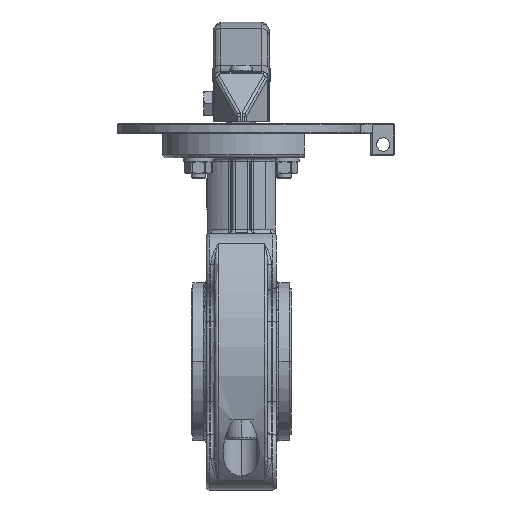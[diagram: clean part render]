
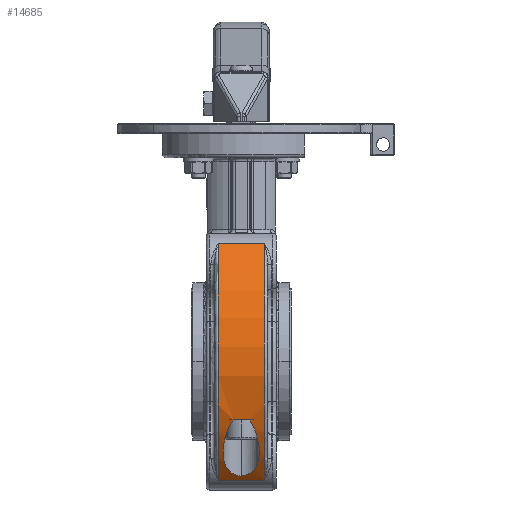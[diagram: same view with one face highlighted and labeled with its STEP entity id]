
A CAD part, front view. The second image highlights one B-rep face of the part: STEP entity #14685.
In plain terms, the highlighted cylindrical face has radius 69 mm (diameter 138 mm), a partial arc.
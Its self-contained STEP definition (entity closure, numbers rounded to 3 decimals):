
#5438=CARTESIAN_POINT('',(3.387,-64.692,-24.));
#5439=VERTEX_POINT('',#5438);
#5447=CARTESIAN_POINT('',(-0.,-50.5,-47.019));
#5448=VERTEX_POINT('',#5447);
#5455=CARTESIAN_POINT('',(3.387,-64.692,-24.));
#5456=CARTESIAN_POINT('',(3.764,-64.501,-24.514));
#5457=CARTESIAN_POINT('',(4.091,-64.297,-25.046));
#5458=CARTESIAN_POINT('',(4.391,-64.08,-25.588));
#5459=CARTESIAN_POINT('',(4.691,-63.864,-26.129));
#5460=CARTESIAN_POINT('',(4.961,-63.636,-26.681));
#5461=CARTESIAN_POINT('',(5.209,-63.396,-27.239));
#5462=CARTESIAN_POINT('',(5.706,-62.917,-28.355));
#5463=CARTESIAN_POINT('',(6.117,-62.388,-29.501));
#5464=CARTESIAN_POINT('',(6.451,-61.826,-30.635));
#5465=CARTESIAN_POINT('',(6.784,-61.264,-31.77));
#5466=CARTESIAN_POINT('',(7.041,-60.666,-32.898));
#5467=CARTESIAN_POINT('',(7.22,-60.03,-34.021));
#5468=CARTESIAN_POINT('',(7.399,-59.394,-35.143));
#5469=CARTESIAN_POINT('',(7.5,-58.72,-36.258));
#5470=CARTESIAN_POINT('',(7.5,-58.004,-37.37));
#5471=CARTESIAN_POINT('',(7.5,-57.647,-37.925));
#5472=CARTESIAN_POINT('',(7.475,-57.281,-38.475));
#5473=CARTESIAN_POINT('',(7.42,-56.91,-39.016));
#5474=CARTESIAN_POINT('',(7.366,-56.54,-39.556));
#5475=CARTESIAN_POINT('',(7.283,-56.163,-40.088));
#5476=CARTESIAN_POINT('',(7.165,-55.782,-40.612));
#5477=CARTESIAN_POINT('',(7.106,-55.592,-40.874));
#5478=CARTESIAN_POINT('',(7.038,-55.4,-41.133));
#5479=CARTESIAN_POINT('',(6.961,-55.207,-41.39));
#5480=CARTESIAN_POINT('',(6.883,-55.014,-41.648));
#5481=CARTESIAN_POINT('',(6.796,-54.82,-41.903));
#5482=CARTESIAN_POINT('',(6.699,-54.627,-42.153));
#5483=CARTESIAN_POINT('',(6.505,-54.242,-42.652));
#5484=CARTESIAN_POINT('',(6.271,-53.86,-43.133));
#5485=CARTESIAN_POINT('',(5.989,-53.485,-43.593));
#5486=CARTESIAN_POINT('',(5.847,-53.297,-43.823));
#5487=CARTESIAN_POINT('',(5.694,-53.112,-44.048));
#5488=CARTESIAN_POINT('',(5.525,-52.929,-44.267));
#5489=CARTESIAN_POINT('',(5.357,-52.745,-44.486));
#5490=CARTESIAN_POINT('',(5.175,-52.565,-44.699));
#5491=CARTESIAN_POINT('',(4.979,-52.391,-44.902));
#5492=CARTESIAN_POINT('',(4.589,-52.044,-45.306));
#5493=CARTESIAN_POINT('',(4.144,-51.721,-45.674));
#5494=CARTESIAN_POINT('',(3.631,-51.438,-45.991));
#5495=CARTESIAN_POINT('',(3.118,-51.154,-46.309));
#5496=CARTESIAN_POINT('',(2.557,-50.92,-46.564));
#5497=CARTESIAN_POINT('',(1.934,-50.754,-46.745));
#5498=CARTESIAN_POINT('',(1.312,-50.588,-46.925));
#5499=CARTESIAN_POINT('',(0.668,-50.5,-47.019));
#5500=CARTESIAN_POINT('',(-0.,-50.5,-47.019));
#5501=B_SPLINE_CURVE_WITH_KNOTS('',3,(#5455,#5456,#5457,#5458,#5459,#5460,#5461,#5462,#5463,#5464,#5465,#5466,#5467,#5468,#5469,#5470,#5471,#5472,#5473,#5474,#5475,#5476,#5477,#5478,#5479,#5480,
#5481,#5482,#5483,#5484,#5485,#5486,#5487,#5488,#5489,#5490,#5491,#5492,#5493,#5494,#5495,#5496,#5497,#5498,#5499,#5500),.UNSPECIFIED.,.F.,.F.,(4,3,3,3,3,3,3,3,3,3,3,3,3,3,3,4),(0.,0.002,0.004,0.008,0.012,0.016,0.018,0.02,0.021,0.022,0.024,0.025,0.026,0.028,0.029,0.031),.UNSPECIFIED.);
#5502=EDGE_CURVE('NONE',#5439,#5448,#5501,.T.);
#9076=CARTESIAN_POINT('',(-9.5,-48.79,-48.79));
#9077=VERTEX_POINT('',#9076);
#9174=CARTESIAN_POINT('',(9.5,-48.79,-48.79));
#9175=VERTEX_POINT('',#9174);
#9195=CARTESIAN_POINT('',(9.5,-48.79,-48.79));
#9196=DIRECTION('',(-1.,-0.,0.));
#9197=VECTOR('',#9196,19.);
#9198=LINE('',#9195,#9197);
#9199=EDGE_CURVE('NONE',#9175,#9077,#9198,.T.);
#10533=CARTESIAN_POINT('',(-3.387,-64.692,-24.));
#10534=VERTEX_POINT('',#10533);
#10535=CARTESIAN_POINT('',(-3.387,-64.692,-24.));
#10536=DIRECTION('',(1.,0.,-0.));
#10537=VECTOR('',#10536,6.774);
#10538=LINE('',#10535,#10537);
#10539=EDGE_CURVE('NONE',#10534,#5439,#10538,.T.);
#10563=CARTESIAN_POINT('',(-0.,-50.5,-47.019));
#10564=CARTESIAN_POINT('',(-0.667,-50.5,-47.019));
#10565=CARTESIAN_POINT('',(-1.323,-50.59,-46.923));
#10566=CARTESIAN_POINT('',(-1.943,-50.756,-46.742));
#10567=CARTESIAN_POINT('',(-2.254,-50.839,-46.652));
#10568=CARTESIAN_POINT('',(-2.55,-50.94,-46.542));
#10569=CARTESIAN_POINT('',(-2.833,-51.056,-46.415));
#10570=CARTESIAN_POINT('',(-3.116,-51.171,-46.288));
#10571=CARTESIAN_POINT('',(-3.388,-51.303,-46.142));
#10572=CARTESIAN_POINT('',(-3.643,-51.444,-45.984));
#10573=CARTESIAN_POINT('',(-4.153,-51.727,-45.667));
#10574=CARTESIAN_POINT('',(-4.595,-52.05,-45.3));
#10575=CARTESIAN_POINT('',(-4.987,-52.398,-44.894));
#10576=CARTESIAN_POINT('',(-5.183,-52.572,-44.69));
#10577=CARTESIAN_POINT('',(-5.365,-52.753,-44.477));
#10578=CARTESIAN_POINT('',(-5.532,-52.936,-44.259));
#10579=CARTESIAN_POINT('',(-5.699,-53.118,-44.04));
#10580=CARTESIAN_POINT('',(-5.852,-53.303,-43.816));
#10581=CARTESIAN_POINT('',(-5.993,-53.491,-43.586));
#10582=CARTESIAN_POINT('',(-6.275,-53.865,-43.126));
#10583=CARTESIAN_POINT('',(-6.509,-54.248,-42.644));
#10584=CARTESIAN_POINT('',(-6.703,-54.635,-42.142));
#10585=CARTESIAN_POINT('',(-6.897,-55.022,-41.641));
#10586=CARTESIAN_POINT('',(-7.049,-55.408,-41.126));
#10587=CARTESIAN_POINT('',(-7.166,-55.787,-40.605));
#10588=CARTESIAN_POINT('',(-7.283,-56.167,-40.084));
#10589=CARTESIAN_POINT('',(-7.366,-56.542,-39.553));
#10590=CARTESIAN_POINT('',(-7.42,-56.911,-39.015));
#10591=CARTESIAN_POINT('',(-7.475,-57.28,-38.477));
#10592=CARTESIAN_POINT('',(-7.5,-57.643,-37.93));
#10593=CARTESIAN_POINT('',(-7.5,-58.001,-37.376));
#10594=CARTESIAN_POINT('',(-7.5,-58.358,-36.821));
#10595=CARTESIAN_POINT('',(-7.474,-58.708,-36.261));
#10596=CARTESIAN_POINT('',(-7.427,-59.046,-35.702));
#10597=CARTESIAN_POINT('',(-7.379,-59.384,-35.142));
#10598=CARTESIAN_POINT('',(-7.309,-59.712,-34.582));
#10599=CARTESIAN_POINT('',(-7.22,-60.03,-34.02));
#10600=CARTESIAN_POINT('',(-7.041,-60.667,-32.896));
#10601=CARTESIAN_POINT('',(-6.783,-61.266,-31.767));
#10602=CARTESIAN_POINT('',(-6.45,-61.828,-30.632));
#10603=CARTESIAN_POINT('',(-6.116,-62.39,-29.498));
#10604=CARTESIAN_POINT('',(-5.705,-62.918,-28.352));
#10605=CARTESIAN_POINT('',(-5.208,-63.397,-27.237));
#10606=CARTESIAN_POINT('',(-4.96,-63.636,-26.68));
#10607=CARTESIAN_POINT('',(-4.69,-63.864,-26.128));
#10608=CARTESIAN_POINT('',(-4.391,-64.081,-25.587));
#10609=CARTESIAN_POINT('',(-4.091,-64.297,-25.045));
#10610=CARTESIAN_POINT('',(-3.763,-64.501,-24.513));
#10611=CARTESIAN_POINT('',(-3.387,-64.692,-24.));
#10612=B_SPLINE_CURVE_WITH_KNOTS('',3,(#10563,#10564,#10565,#10566,#10567,#10568,#10569,#10570,#10571,#10572,#10573,#10574,#10575,#10576,#10577,#10578,#10579,#10580,#10581,#10582,#10583,#10584,#10585,#10586,#10587,#10588,
#10589,#10590,#10591,#10592,#10593,#10594,#10595,#10596,#10597,#10598,#10599,#10600,#10601,#10602,#10603,#10604,#10605,#10606,#10607,#10608,#10609,#10610,#10611),.UNSPECIFIED.,.F.,.F.,(4,3,3,3,3,3,3,3,3,3,3,3,3,3,3,3,4),(0.031,0.033,0.034,0.035,0.037,0.038,0.039,0.041,0.043,0.045,0.047,0.049,0.051,0.055,0.059,0.061,0.063),.UNSPECIFIED.);
#10613=EDGE_CURVE('NONE',#5448,#10534,#10612,.T.);
#13376=CARTESIAN_POINT('',(9.5,-48.79,48.79));
#13377=VERTEX_POINT('',#13376);
#13426=CARTESIAN_POINT('',(9.5,0.,0.));
#13427=DIRECTION('',(1.,0.,0.));
#13428=DIRECTION('',(0.,0.,-1.));
#13429=AXIS2_PLACEMENT_3D('',#13426,#13427,#13428);
#13430=CIRCLE('',#13429,69.);
#13431=EDGE_CURVE('NONE',#13377,#9175,#13430,.T.);
#13493=CARTESIAN_POINT('',(-9.5,-48.79,48.79));
#13494=VERTEX_POINT('',#13493);
#13514=CARTESIAN_POINT('',(-9.5,-48.79,48.79));
#13515=DIRECTION('',(1.,0.,0.));
#13516=VECTOR('',#13515,19.);
#13517=LINE('',#13514,#13516);
#13518=EDGE_CURVE('NONE',#13494,#13377,#13517,.T.);
#13773=CARTESIAN_POINT('',(-9.5,0.,0.));
#13774=DIRECTION('',(-1.,-0.,-0.));
#13775=DIRECTION('',(-0.,-0.,1.));
#13776=AXIS2_PLACEMENT_3D('',#13773,#13774,#13775);
#13777=CIRCLE('',#13776,69.);
#13778=EDGE_CURVE('NONE',#9077,#13494,#13777,.T.);
#14669=CARTESIAN_POINT('',(0.,0.,0.));
#14670=DIRECTION('',(1.,0.,0.));
#14671=DIRECTION('',(-0.,-0.707,0.707));
#14672=AXIS2_PLACEMENT_3D('',#14669,#14670,#14671);
#14673=CYLINDRICAL_SURFACE('',#14672,69.);
#14674=ORIENTED_EDGE('',*,*,#13778,.F.);
#14675=ORIENTED_EDGE('',*,*,#9199,.F.);
#14676=ORIENTED_EDGE('',*,*,#13431,.F.);
#14677=ORIENTED_EDGE('',*,*,#13518,.F.);
#14678=EDGE_LOOP('',(#14674,#14675,#14676,#14677));
#14679=FACE_BOUND('',#14678,.T.);
#14680=ORIENTED_EDGE('',*,*,#5502,.T.);
#14681=ORIENTED_EDGE('',*,*,#10613,.T.);
#14682=ORIENTED_EDGE('',*,*,#10539,.T.);
#14683=EDGE_LOOP('',(#14680,#14681,#14682));
#14684=FACE_BOUND('',#14683,.T.);
#14685=ADVANCED_FACE('NONE',(#14679,#14684),#14673,.T.);
